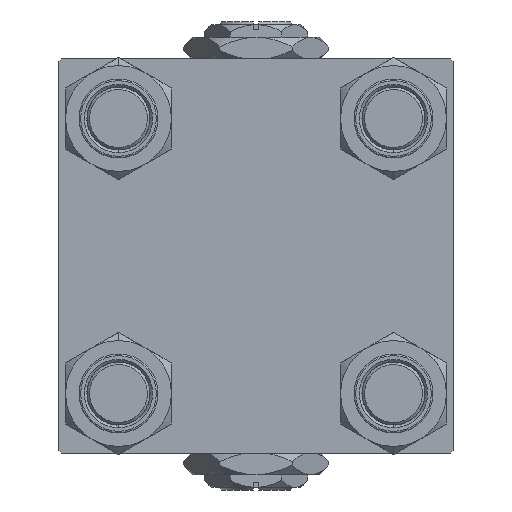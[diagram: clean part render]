
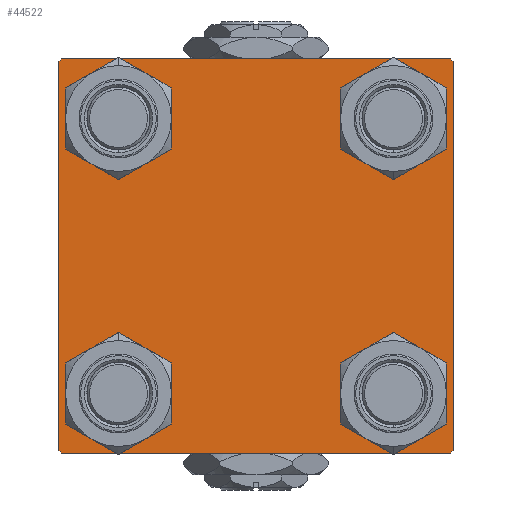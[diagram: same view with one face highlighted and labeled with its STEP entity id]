
A CAD part, left-side view. The second image highlights one B-rep face of the part: STEP entity #44522.
In plain terms, the highlighted planar face has unit normal (-1, 0, 0).
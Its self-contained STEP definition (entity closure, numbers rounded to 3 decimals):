
#82 = DIRECTION ( 'NONE',  ( 1., 0., 0. ) ) ;
#149 = VERTEX_POINT ( 'NONE', #44165 ) ;
#824 = DIRECTION ( 'NONE',  ( 1., 0., 0. ) ) ;
#1914 = LINE ( 'NONE', #37326, #23137 ) ;
#2287 = LINE ( 'NONE', #46411, #43328 ) ;
#2893 = AXIS2_PLACEMENT_3D ( 'NONE', #38767, #51171, #46172 ) ;
#3350 = CIRCLE ( 'NONE', #4179, 6.5 ) ;
#3365 = DIRECTION ( 'NONE',  ( 0., 0., 1. ) ) ;
#3693 = CARTESIAN_POINT ( 'NONE',  ( 0., -26.15, -26.15 ) ) ;
#3852 = AXIS2_PLACEMENT_3D ( 'NONE', #11039, #43010, #3365 ) ;
#3873 = ORIENTED_EDGE ( 'NONE', *, *, #4547, .T. ) ;
#4179 = AXIS2_PLACEMENT_3D ( 'NONE', #21243, #48202, #4887 ) ;
#4416 = EDGE_LOOP ( 'NONE', ( #51102, #46789 ) ) ;
#4547 = EDGE_CURVE ( 'NONE', #36002, #32311, #15408, .T. ) ;
#4887 = DIRECTION ( 'NONE',  ( 0., 0., 1. ) ) ;
#5494 = CARTESIAN_POINT ( 'NONE',  ( 0., -26.15, 26.15 ) ) ;
#6392 = VERTEX_POINT ( 'NONE', #20342 ) ;
#6533 = FACE_OUTER_BOUND ( 'NONE', #13418, .T. ) ;
#6857 = DIRECTION ( 'NONE',  ( 0., 0., 1. ) ) ;
#6984 = VECTOR ( 'NONE', #36711, 1000. ) ;
#8022 = EDGE_LOOP ( 'NONE', ( #10396, #50443 ) ) ;
#8052 = CARTESIAN_POINT ( 'NONE',  ( 0., -26.15, 32.65 ) ) ;
#8275 = VERTEX_POINT ( 'NONE', #14380 ) ;
#8718 = LINE ( 'NONE', #20574, #6984 ) ;
#9081 = DIRECTION ( 'NONE',  ( 0., -0.707, 0.707 ) ) ;
#10061 = VERTEX_POINT ( 'NONE', #37230 ) ;
#10396 = ORIENTED_EDGE ( 'NONE', *, *, #17294, .T. ) ;
#10500 = ORIENTED_EDGE ( 'NONE', *, *, #22686, .F. ) ;
#10812 = CARTESIAN_POINT ( 'NONE',  ( 0., -37., -37.5 ) ) ;
#10886 = DIRECTION ( 'NONE',  ( 0., 0.707, 0.707 ) ) ;
#11039 = CARTESIAN_POINT ( 'NONE',  ( 0., -26.15, -26.15 ) ) ;
#11701 = AXIS2_PLACEMENT_3D ( 'NONE', #21665, #824, #12714 ) ;
#11711 = CARTESIAN_POINT ( 'NONE',  ( 0., 37.5, 37.5 ) ) ;
#11865 = VERTEX_POINT ( 'NONE', #10812 ) ;
#11925 = AXIS2_PLACEMENT_3D ( 'NONE', #39608, #35391, #6857 ) ;
#12714 = DIRECTION ( 'NONE',  ( 0., 0., 1. ) ) ;
#12918 = ORIENTED_EDGE ( 'NONE', *, *, #47916, .T. ) ;
#13418 = EDGE_LOOP ( 'NONE', ( #3873, #42973, #39919, #43601, #10500, #45346, #17476, #29941 ) ) ;
#14189 = DIRECTION ( 'NONE',  ( 0., 0.707, -0.707 ) ) ;
#14380 = CARTESIAN_POINT ( 'NONE',  ( 0., -26.15, 19.65 ) ) ;
#14562 = EDGE_LOOP ( 'NONE', ( #20596, #41820 ) ) ;
#14856 = CIRCLE ( 'NONE', #47778, 6.5 ) ;
#15385 = DIRECTION ( 'NONE',  ( 1., 0., 0. ) ) ;
#15408 = LINE ( 'NONE', #11711, #28063 ) ;
#15857 = CARTESIAN_POINT ( 'NONE',  ( 0., 37.25, -37.25 ) ) ;
#16250 = EDGE_CURVE ( 'NONE', #6392, #50324, #46887, .T. ) ;
#16268 = EDGE_LOOP ( 'NONE', ( #12918, #33994 ) ) ;
#16574 = CARTESIAN_POINT ( 'NONE',  ( 0., 37., 37.5 ) ) ;
#16777 = CARTESIAN_POINT ( 'NONE',  ( 0., -37.5, -37. ) ) ;
#16867 = VERTEX_POINT ( 'NONE', #31246 ) ;
#17294 = EDGE_CURVE ( 'NONE', #50324, #6392, #17401, .T. ) ;
#17401 = CIRCLE ( 'NONE', #46925, 6.5 ) ;
#17476 = ORIENTED_EDGE ( 'NONE', *, *, #39713, .F. ) ;
#17614 = CARTESIAN_POINT ( 'NONE',  ( 0., 37., -37.5 ) ) ;
#17626 = AXIS2_PLACEMENT_3D ( 'NONE', #19340, #15385, #39173 ) ;
#18417 = FACE_BOUND ( 'NONE', #8022, .T. ) ;
#18666 = VERTEX_POINT ( 'NONE', #27138 ) ;
#19053 = CARTESIAN_POINT ( 'NONE',  ( 0., -37.25, 37.25 ) ) ;
#19340 = CARTESIAN_POINT ( 'NONE',  ( 0., 26.15, -26.15 ) ) ;
#19527 = VERTEX_POINT ( 'NONE', #39180 ) ;
#19880 = EDGE_CURVE ( 'NONE', #32311, #28025, #52046, .T. ) ;
#20342 = CARTESIAN_POINT ( 'NONE',  ( 0., -26.15, -32.65 ) ) ;
#20393 = CARTESIAN_POINT ( 'NONE',  ( 0., 26.15, 26.15 ) ) ;
#20574 = CARTESIAN_POINT ( 'NONE',  ( 0., 37.5, 37.5 ) ) ;
#20596 = ORIENTED_EDGE ( 'NONE', *, *, #31692, .T. ) ;
#21243 = CARTESIAN_POINT ( 'NONE',  ( 0., -26.15, 26.15 ) ) ;
#21665 = CARTESIAN_POINT ( 'NONE',  ( 0., 26.15, -26.15 ) ) ;
#21830 = CIRCLE ( 'NONE', #17626, 6.5 ) ;
#22631 = PLANE ( 'NONE',  #2893 ) ;
#22686 = EDGE_CURVE ( 'NONE', #47185, #32653, #28291, .T. ) ;
#22746 = EDGE_CURVE ( 'NONE', #149, #19527, #34490, .T. ) ;
#23137 = VECTOR ( 'NONE', #9081, 1000. ) ;
#24110 = DIRECTION ( 'NONE',  ( 0., 0., 1. ) ) ;
#26328 = EDGE_CURVE ( 'NONE', #19527, #149, #21830, .T. ) ;
#26345 = FACE_BOUND ( 'NONE', #16268, .T. ) ;
#26603 = FACE_BOUND ( 'NONE', #14562, .T. ) ;
#27138 = CARTESIAN_POINT ( 'NONE',  ( 0., 26.15, 32.65 ) ) ;
#27990 = DIRECTION ( 'NONE',  ( 0., -0.707, -0.707 ) ) ;
#28025 = VERTEX_POINT ( 'NONE', #17614 ) ;
#28063 = VECTOR ( 'NONE', #51351, 1000. ) ;
#28291 = LINE ( 'NONE', #31743, #30262 ) ;
#29210 = EDGE_CURVE ( 'NONE', #8275, #52059, #3350, .T. ) ;
#29647 = LINE ( 'NONE', #33620, #40003 ) ;
#29941 = ORIENTED_EDGE ( 'NONE', *, *, #41971, .T. ) ;
#30262 = VECTOR ( 'NONE', #48113, 1000. ) ;
#31246 = CARTESIAN_POINT ( 'NONE',  ( 0., -37., 37.5 ) ) ;
#31605 = VECTOR ( 'NONE', #10886, 1000. ) ;
#31692 = EDGE_CURVE ( 'NONE', #18666, #10061, #45645, .T. ) ;
#31708 = DIRECTION ( 'NONE',  ( 1., 0., 0. ) ) ;
#31743 = CARTESIAN_POINT ( 'NONE',  ( 0., -37.5, 37.5 ) ) ;
#32311 = VERTEX_POINT ( 'NONE', #32424 ) ;
#32424 = CARTESIAN_POINT ( 'NONE',  ( 0., 37.5, -37. ) ) ;
#32653 = VERTEX_POINT ( 'NONE', #16777 ) ;
#33171 = VERTEX_POINT ( 'NONE', #16574 ) ;
#33503 = DIRECTION ( 'NONE',  ( 0., 0., 1. ) ) ;
#33620 = CARTESIAN_POINT ( 'NONE',  ( 0., 37.5, -37.5 ) ) ;
#33921 = CIRCLE ( 'NONE', #47409, 6.5 ) ;
#33994 = ORIENTED_EDGE ( 'NONE', *, *, #29210, .T. ) ;
#34490 = CIRCLE ( 'NONE', #11701, 6.5 ) ;
#34572 = EDGE_CURVE ( 'NONE', #10061, #18666, #33921, .T. ) ;
#35243 = VECTOR ( 'NONE', #27990, 1000. ) ;
#35329 = CARTESIAN_POINT ( 'NONE',  ( 0., 37.5, 37. ) ) ;
#35391 = DIRECTION ( 'NONE',  ( 1., 0., 0. ) ) ;
#36002 = VERTEX_POINT ( 'NONE', #35329 ) ;
#36711 = DIRECTION ( 'NONE',  ( 0., -1., 0. ) ) ;
#37230 = CARTESIAN_POINT ( 'NONE',  ( 0., 26.15, 19.65 ) ) ;
#37326 = CARTESIAN_POINT ( 'NONE',  ( 0., -37.25, -37.25 ) ) ;
#38767 = CARTESIAN_POINT ( 'NONE',  ( 0., 0., 0. ) ) ;
#39173 = DIRECTION ( 'NONE',  ( 0., 0., 1. ) ) ;
#39180 = CARTESIAN_POINT ( 'NONE',  ( 0., 26.15, -19.65 ) ) ;
#39608 = CARTESIAN_POINT ( 'NONE',  ( 0., 26.15, 26.15 ) ) ;
#39713 = EDGE_CURVE ( 'NONE', #33171, #16867, #8718, .T. ) ;
#39919 = ORIENTED_EDGE ( 'NONE', *, *, #42738, .T. ) ;
#40003 = VECTOR ( 'NONE', #49732, 1000. ) ;
#40148 = DIRECTION ( 'NONE',  ( 0., 0., 1. ) ) ;
#40676 = CARTESIAN_POINT ( 'NONE',  ( 0., -26.15, -19.65 ) ) ;
#41170 = DIRECTION ( 'NONE',  ( 1., 0., 0. ) ) ;
#41820 = ORIENTED_EDGE ( 'NONE', *, *, #34572, .T. ) ;
#41971 = EDGE_CURVE ( 'NONE', #33171, #36002, #2287, .T. ) ;
#42738 = EDGE_CURVE ( 'NONE', #28025, #11865, #29647, .T. ) ;
#42973 = ORIENTED_EDGE ( 'NONE', *, *, #19880, .T. ) ;
#43010 = DIRECTION ( 'NONE',  ( 1., 0., 0. ) ) ;
#43241 = FACE_BOUND ( 'NONE', #4416, .T. ) ;
#43328 = VECTOR ( 'NONE', #14189, 1000. ) ;
#43601 = ORIENTED_EDGE ( 'NONE', *, *, #43990, .T. ) ;
#43990 = EDGE_CURVE ( 'NONE', #11865, #32653, #1914, .T. ) ;
#44007 = CARTESIAN_POINT ( 'NONE',  ( 0., -37.5, 37. ) ) ;
#44059 = EDGE_CURVE ( 'NONE', #47185, #16867, #50776, .T. ) ;
#44165 = CARTESIAN_POINT ( 'NONE',  ( 0., 26.15, -32.65 ) ) ;
#44522 = ADVANCED_FACE ( 'NONE', ( #26345, #18417, #43241, #26603, #6533 ), #22631, .T. ) ;
#45346 = ORIENTED_EDGE ( 'NONE', *, *, #44059, .T. ) ;
#45645 = CIRCLE ( 'NONE', #11925, 6.5 ) ;
#46172 = DIRECTION ( 'NONE',  ( 0., 0., 1. ) ) ;
#46411 = CARTESIAN_POINT ( 'NONE',  ( 0., 37.25, 37.25 ) ) ;
#46789 = ORIENTED_EDGE ( 'NONE', *, *, #22746, .T. ) ;
#46887 = CIRCLE ( 'NONE', #3852, 6.5 ) ;
#46925 = AXIS2_PLACEMENT_3D ( 'NONE', #3693, #31708, #40148 ) ;
#47185 = VERTEX_POINT ( 'NONE', #44007 ) ;
#47409 = AXIS2_PLACEMENT_3D ( 'NONE', #20393, #82, #24110 ) ;
#47778 = AXIS2_PLACEMENT_3D ( 'NONE', #5494, #41170, #33503 ) ;
#47916 = EDGE_CURVE ( 'NONE', #52059, #8275, #14856, .T. ) ;
#48113 = DIRECTION ( 'NONE',  ( 0., 0., -1. ) ) ;
#48202 = DIRECTION ( 'NONE',  ( 1., 0., 0. ) ) ;
#49732 = DIRECTION ( 'NONE',  ( 0., -1., 0. ) ) ;
#50324 = VERTEX_POINT ( 'NONE', #40676 ) ;
#50443 = ORIENTED_EDGE ( 'NONE', *, *, #16250, .T. ) ;
#50776 = LINE ( 'NONE', #19053, #31605 ) ;
#51102 = ORIENTED_EDGE ( 'NONE', *, *, #26328, .T. ) ;
#51171 = DIRECTION ( 'NONE',  ( -1., 0., 0. ) ) ;
#51351 = DIRECTION ( 'NONE',  ( 0., 0., -1. ) ) ;
#52046 = LINE ( 'NONE', #15857, #35243 ) ;
#52059 = VERTEX_POINT ( 'NONE', #8052 ) ;
